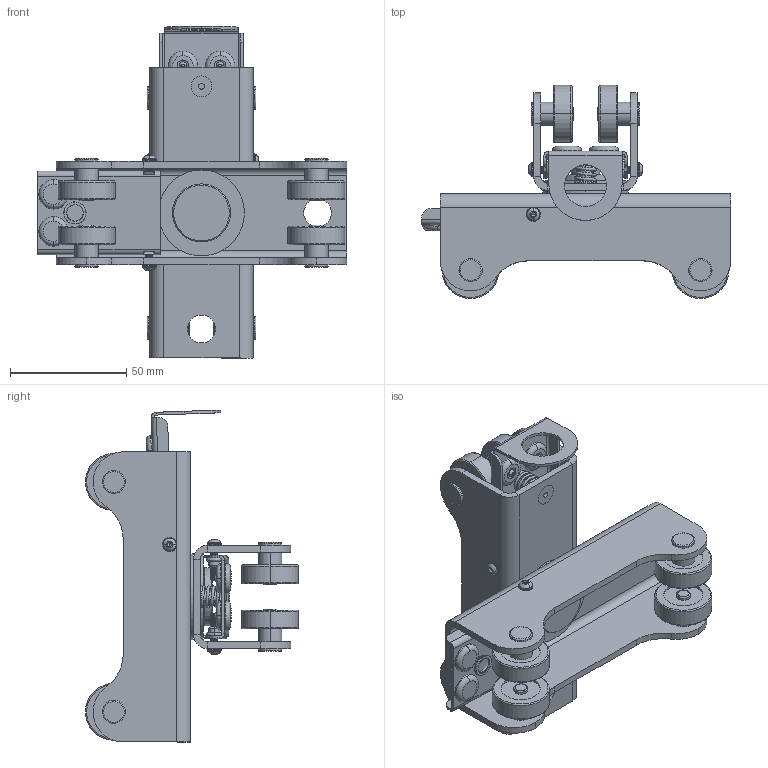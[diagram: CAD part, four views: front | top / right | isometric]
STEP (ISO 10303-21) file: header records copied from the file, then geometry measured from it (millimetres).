
FILE_DESCRIPTION (( 'STEP AP203' ), '1' );
FILE_NAME ('T84215.STEP', '2018-09-19T13:44:55', ( '' ), ( '' ), 'SwSTEP 2.0', 'SolidWorks 2016', '' );
FILE_SCHEMA (( 'CONFIG_CONTROL_DESIGN' ));
Length unit declared in the file: millimetre
Products named in the file (22): TH3893; TH3892; TH1623; T84215; S2928; TH3997; TH1515; TH1386; S3019; T84215_LABEL; S3297; F2039; F3010; S3287; S3408; A Washer_Bright washer BS 4320 - M12 (Form A); S2905; TH1308; Socket Button Head Screw_Doughty Fastners_ISO 7380 - M3 x 16 --- 16S; S3286; Single Coil Rectangular Section Spring Washer_Doughty Fastners_Rectangular section spring washer BS 4464 - 3 (Type B); TH3996
Assembly tree (50 placements, depth 4):
  T84215
    TH1515
      TH1386  x2
        TH1623
        S3408
        S2905
        S3019
      S2928  x3
      TH1308
      A Washer_Bright washer BS 4320 - M12 (Form A)
    TH3893
      TH3892
      F3010  x2
      S3286  x2
      S3287  x2
    TH3996
      TH3997
      F3010  x2
      S3286  x2
      S3287  x2
    S3297  x2
    F2039  x2
    Socket Button Head Screw_Doughty Fastners_ISO 7380 - M3 x 16 --- 16S  x4
    T84215_LABEL
    Single Coil Rectangular Section Spring Washer_Doughty Fastners_Rectangular section spring washer BS 4464 - 3 (Type B)  x4
Bounding box: 133.18 x 91.77 x 143 mm (x, y, z)
Volume: 123876 mm3; surface area: 104951.8 mm2
Topology: 58 solids, 58 shells, 2164 faces, 5343 edges, 3392 vertices
Faces by surface type: plane 669, cylinder 639, cone 518, bspline 178, torus 152, sphere 8
Entity records: 47117 total; most frequent: CARTESIAN_POINT 18164, ORIENTED_EDGE 5518, DIRECTION 5045, EDGE_CURVE 2759, VERTEX_POINT 1785, AXIS2_PLACEMENT_3D 1708, VECTOR 1629, LINE 1629
